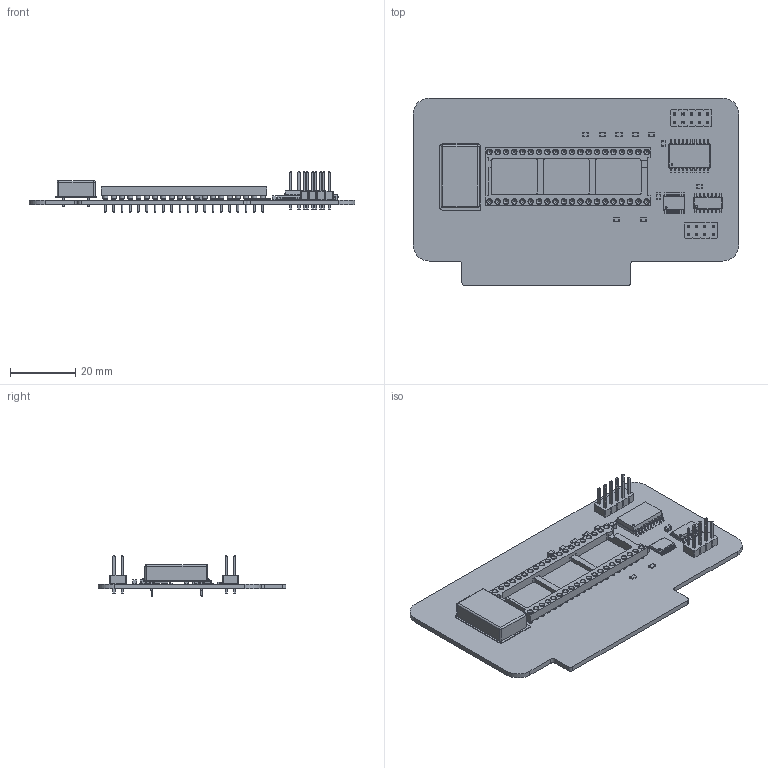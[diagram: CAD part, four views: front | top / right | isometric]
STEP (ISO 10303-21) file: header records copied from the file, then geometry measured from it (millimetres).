
FILE_DESCRIPTION(('KiCad electronic assembly'),'2;1');
FILE_NAME('CPU Card Pro.step','2025-10-19T12:00:11',('Pcbnew'),('Kicad') ,'Open CASCADE STEP processor 7.8','KiCad to STEP converter','Unknown' );
FILE_SCHEMA(('AUTOMOTIVE_DESIGN { 1 0 10303 214 1 1 1 1 }'));
Length unit declared in the file: millimetre
Products named in the file (11): CPU Card Pro 1; R_0805_2012Metric; DIP-40_W15.24mm_Socket; C_0805_2012Metric; SOIC-14_3.9x8.7mm_P1.27mm; PinHeader_2x05_P2.54mm_Vertical; SOIC-20W_7.5x12.8mm_P1.27mm; Oscillator_DIP-14; TSSOP-20_4.4x6.5mm_P0.65mm; PinHeader_2x04_P2.54mm_Vertical; CPU Card Pro_PCB
Assembly tree (18 placements, depth 2):
  CPU Card Pro 1
    R_0805_2012Metric  x6
    DIP-40_W15.24mm_Socket
    C_0805_2012Metric  x4
    SOIC-14_3.9x8.7mm_P1.27mm
    PinHeader_2x05_P2.54mm_Vertical
    SOIC-20W_7.5x12.8mm_P1.27mm
    Oscillator_DIP-14
    TSSOP-20_4.4x6.5mm_P0.65mm
    PinHeader_2x04_P2.54mm_Vertical
    CPU Card Pro_PCB
Bounding box: 100 x 57.62 x 12.32 mm (x, y, z)
Volume: 11053 mm3; surface area: 15885.6 mm2
Topology: 18 solids, 18 shells, 2187 faces, 5216 edges, 3311 vertices
Faces by surface type: plane 1442, cylinder 573, cone 120, bspline 48, sphere 4
Full cylindrical faces by diameter (mm): 0.45 x4, 0.508 x80, 0.8 x44, 1 x18, 1.524 x40, 1.724 x40
Entity records: 71447 total; most frequent: CARTESIAN_POINT 9811, DIRECTION 9633, ORIENTED_EDGE 9312, EDGE_CURVE 4656, LINE 3423, VECTOR 3423, AXIS2_PLACEMENT_3D 3105, VERTEX_POINT 2947
